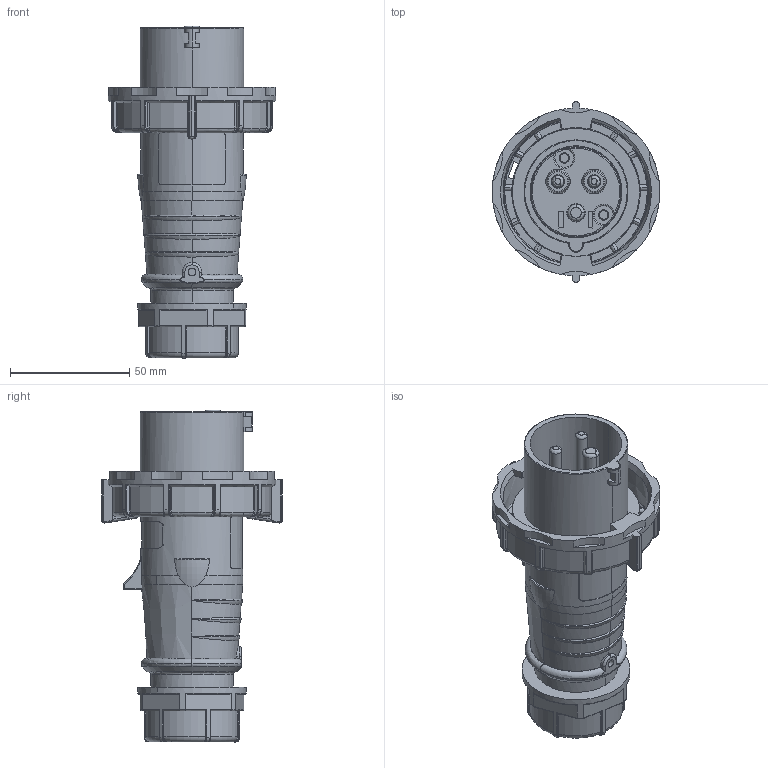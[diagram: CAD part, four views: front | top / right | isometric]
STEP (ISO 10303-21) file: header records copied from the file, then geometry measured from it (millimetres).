
FILE_DESCRIPTION (( 'STEP AP203' ), '1' );
FILE_NAME ('DIS2181633 (CP 3p 16ﾀ 230ﾂ IP67).STEP', '2024-08-07T05:47:25', ( '' ), ( '' ), 'SwSTEP 2.0', 'SolidWorks 2022', '' );
FILE_SCHEMA (( 'CONFIG_CONTROL_DESIGN' ));
Length unit declared in the file: millimetre
Products named in the file (1): DIS2181633 (CP 3p 16А 230В IP67)
Bounding box: 70.2 x 75.6 x 138.98 mm (x, y, z)
Volume: 17894.6 mm3; surface area: 45372.3 mm2
Topology: 7 solids, 8 shells, 911 faces, 2335 edges, 1408 vertices
Faces by surface type: cylinder 355, plane 195, bspline 152, torus 132, sphere 39, cone 38
Entity records: 47352 total; most frequent: CARTESIAN_POINT 27987, ORIENTED_EDGE 4528, DIRECTION 3279, EDGE_CURVE 2264, VERTEX_POINT 1398, AXIS2_PLACEMENT_3D 1358, B_SPLINE_CURVE_WITH_KNOTS 1053, EDGE_LOOP 936
